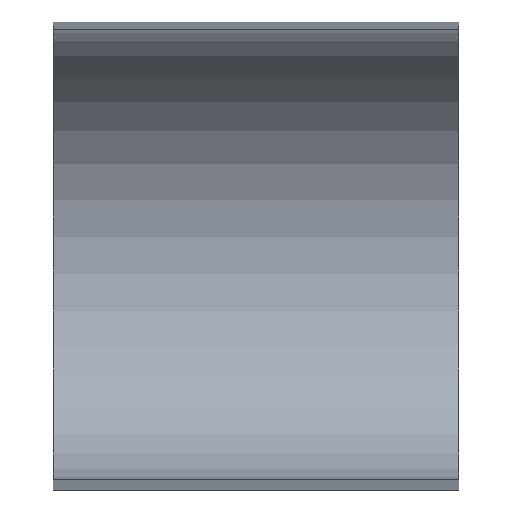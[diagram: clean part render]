
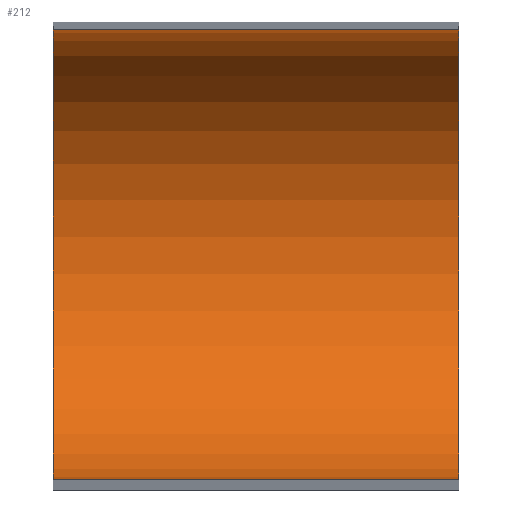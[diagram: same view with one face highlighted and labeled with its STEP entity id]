
A CAD part, top view. The second image highlights one B-rep face of the part: STEP entity #212.
In plain terms, the highlighted cylindrical face has radius 25 mm (diameter 50 mm), a partial arc.
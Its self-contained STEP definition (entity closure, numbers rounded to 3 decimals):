
#16=CIRCLE('',#245,25.);
#17=CIRCLE('',#246,25.);
#32=CYLINDRICAL_SURFACE('',#244,25.);
#37=FACE_OUTER_BOUND('',#49,.T.);
#49=EDGE_LOOP('',(#146,#147,#148,#149));
#62=LINE('',#352,#77);
#64=LINE('',#358,#79);
#77=VECTOR('',#277,10.);
#79=VECTOR('',#283,10.);
#92=VERTEX_POINT('',#349);
#93=VERTEX_POINT('',#351);
#94=VERTEX_POINT('',#355);
#95=VERTEX_POINT('',#357);
#113=EDGE_CURVE('',#93,#92,#62,.T.);
#115=EDGE_CURVE('',#94,#92,#16,.T.);
#116=EDGE_CURVE('',#95,#94,#64,.T.);
#117=EDGE_CURVE('',#93,#95,#17,.T.);
#146=ORIENTED_EDGE('',*,*,#113,.T.);
#147=ORIENTED_EDGE('',*,*,#115,.F.);
#148=ORIENTED_EDGE('',*,*,#116,.F.);
#149=ORIENTED_EDGE('',*,*,#117,.F.);
#212=ADVANCED_FACE('',(#37),#32,.F.);
#244=AXIS2_PLACEMENT_3D('',#354,#279,#280);
#245=AXIS2_PLACEMENT_3D('',#356,#281,#282);
#246=AXIS2_PLACEMENT_3D('',#359,#284,#285);
#277=DIRECTION('',(1.,0.,0.));
#279=DIRECTION('center_axis',(1.,0.,0.));
#280=DIRECTION('ref_axis',(0.,0.,-1.));
#281=DIRECTION('center_axis',(-1.,0.,0.));
#282=DIRECTION('ref_axis',(0.,-1.,0.));
#283=DIRECTION('',(1.,0.,0.));
#284=DIRECTION('center_axis',(1.,0.,0.));
#285=DIRECTION('ref_axis',(0.,-1.,0.));
#349=CARTESIAN_POINT('',(17.5,-24.997,0.357));
#351=CARTESIAN_POINT('',(-27.5,-24.997,0.357));
#352=CARTESIAN_POINT('',(0.,-24.997,0.357));
#354=CARTESIAN_POINT('Origin',(0.,0.,0.));
#355=CARTESIAN_POINT('',(17.5,24.997,0.357));
#356=CARTESIAN_POINT('Origin',(17.5,0.,0.));
#357=CARTESIAN_POINT('',(-27.5,24.997,0.357));
#358=CARTESIAN_POINT('',(0.,24.997,0.357));
#359=CARTESIAN_POINT('Origin',(-27.5,0.,0.));
